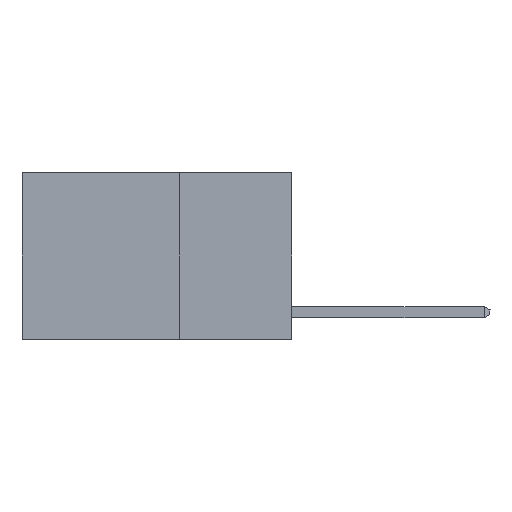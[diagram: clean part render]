
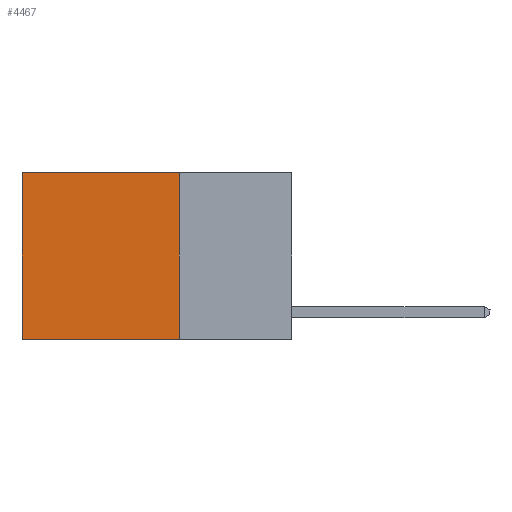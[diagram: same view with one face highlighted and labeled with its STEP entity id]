
A CAD part, left-side view. The second image highlights one B-rep face of the part: STEP entity #4467.
In plain terms, the highlighted planar face has unit normal (-1, 0, 0).
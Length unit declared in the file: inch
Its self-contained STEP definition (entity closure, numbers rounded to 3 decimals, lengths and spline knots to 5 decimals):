
#206 = VECTOR ( 'NONE', #450, 39.37008 ) ;
#207 = EDGE_CURVE ( 'NONE', #13209, #3857, #3438, .T. ) ;
#450 = DIRECTION ( 'NONE',  ( 0., 0., -1. ) ) ;
#823 = DIRECTION ( 'NONE',  ( 1., 0., 0. ) ) ;
#1347 = CARTESIAN_POINT ( 'NONE',  ( 0.2625, 0.25, 0. ) ) ;
#1395 = EDGE_CURVE ( 'NONE', #12584, #12036, #10906, .T. ) ;
#1621 = DIRECTION ( 'NONE',  ( 0., 1., 0. ) ) ;
#2715 = CARTESIAN_POINT ( 'NONE',  ( 0.2625, 0.25, 0. ) ) ;
#3409 = EDGE_LOOP ( 'NONE', ( #8251, #7086, #4307, #3976 ) ) ;
#3438 = LINE ( 'NONE', #13082, #206 ) ;
#3510 = DIRECTION ( 'NONE',  ( 0., 0., -1. ) ) ;
#3857 = VERTEX_POINT ( 'NONE', #5149 ) ;
#3976 = ORIENTED_EDGE ( 'NONE', *, *, #5615, .T. ) ;
#3979 = VECTOR ( 'NONE', #4177, 39.37008 ) ;
#4177 = DIRECTION ( 'NONE',  ( 0., 1., 0. ) ) ;
#4307 = ORIENTED_EDGE ( 'NONE', *, *, #207, .F. ) ;
#4467 = ADVANCED_FACE ( 'NONE', ( #9247 ), #7170, .F. ) ;
#5149 = CARTESIAN_POINT ( 'NONE',  ( 0.2625, 0.25, -0.37 ) ) ;
#5615 = EDGE_CURVE ( 'NONE', #13209, #12584, #12826, .T. ) ;
#6294 = CARTESIAN_POINT ( 'NONE',  ( 0.2625, 0.25, -0.37 ) ) ;
#7086 = ORIENTED_EDGE ( 'NONE', *, *, #9707, .F. ) ;
#7170 = PLANE ( 'NONE',  #11046 ) ;
#7813 = VECTOR ( 'NONE', #3510, 39.37008 ) ;
#8227 = DIRECTION ( 'NONE',  ( 0., 0., -1. ) ) ;
#8251 = ORIENTED_EDGE ( 'NONE', *, *, #1395, .T. ) ;
#8785 = CARTESIAN_POINT ( 'NONE',  ( 0.2625, 0.6, 0. ) ) ;
#9247 = FACE_OUTER_BOUND ( 'NONE', #3409, .T. ) ;
#9376 = VECTOR ( 'NONE', #1621, 39.37008 ) ;
#9707 = EDGE_CURVE ( 'NONE', #3857, #12036, #11973, .T. ) ;
#10214 = CARTESIAN_POINT ( 'NONE',  ( 0.2625, 0.25, 0. ) ) ;
#10906 = LINE ( 'NONE', #11849, #7813 ) ;
#11046 = AXIS2_PLACEMENT_3D ( 'NONE', #10214, #823, #8227 ) ;
#11849 = CARTESIAN_POINT ( 'NONE',  ( 0.2625, 0.6, 0. ) ) ;
#11973 = LINE ( 'NONE', #6294, #3979 ) ;
#12036 = VERTEX_POINT ( 'NONE', #13113 ) ;
#12584 = VERTEX_POINT ( 'NONE', #8785 ) ;
#12826 = LINE ( 'NONE', #2715, #9376 ) ;
#13082 = CARTESIAN_POINT ( 'NONE',  ( 0.2625, 0.25, 0. ) ) ;
#13113 = CARTESIAN_POINT ( 'NONE',  ( 0.2625, 0.6, -0.37 ) ) ;
#13209 = VERTEX_POINT ( 'NONE', #1347 ) ;
